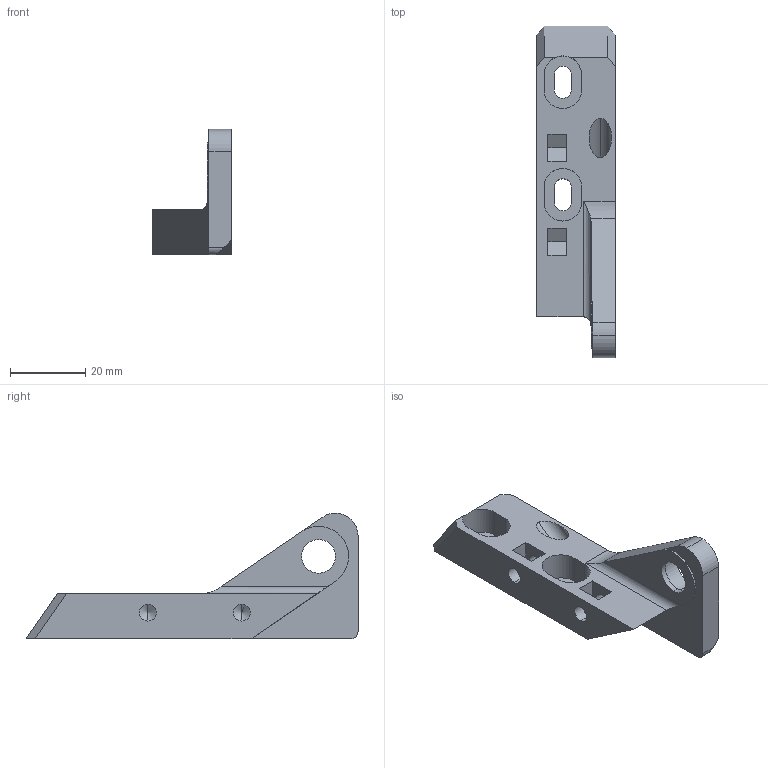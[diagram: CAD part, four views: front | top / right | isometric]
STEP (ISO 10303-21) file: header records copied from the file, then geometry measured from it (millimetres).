
FILE_DESCRIPTION (( 'STEP AP214' ), '1' );
FILE_NAME ('OA-Y20-P04-00-M.STEP', '2018-10-10T05:46:43', ( '' ), ( '' ), 'SwSTEP 2.0', 'SolidWorks 2014', '' );
FILE_SCHEMA (( 'AUTOMOTIVE_DESIGN' ));
Length unit declared in the file: millimetre
Products named in the file (1): OA-Y20-P04-00-M
Bounding box: 21 x 88.5 x 33.5 mm (x, y, z)
Volume: 16679.2 mm3; surface area: 8264.6 mm2
Topology: 1 solids, 1 shells, 80 faces, 212 edges, 138 vertices
Faces by surface type: plane 45, cylinder 31, cone 4
Entity records: 2522 total; most frequent: CARTESIAN_POINT 458, DIRECTION 420, ORIENTED_EDGE 416, EDGE_CURVE 208, VECTOR 144, LINE 144, AXIS2_PLACEMENT_3D 138, VERTEX_POINT 138
